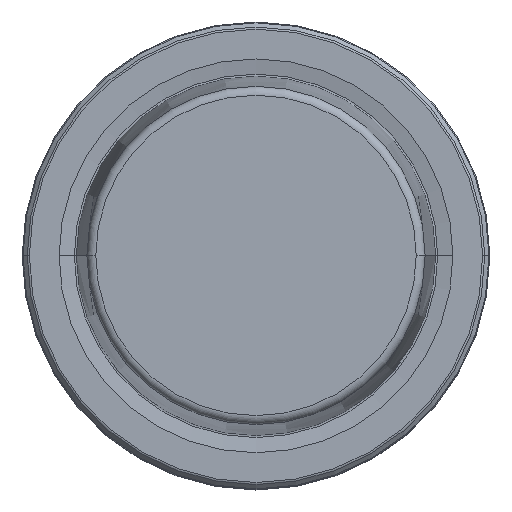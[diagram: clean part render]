
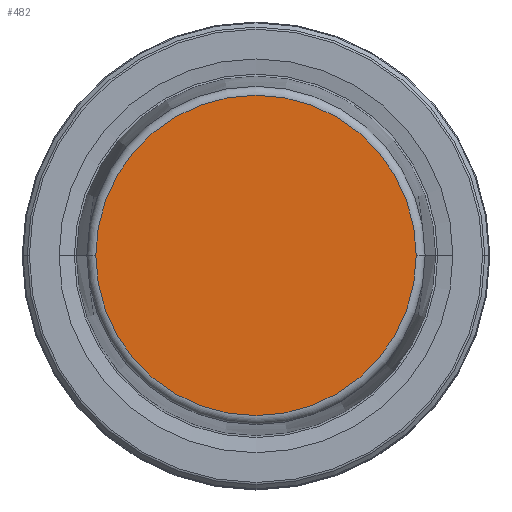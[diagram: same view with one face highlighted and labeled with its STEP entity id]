
A CAD part, top view. The second image highlights one B-rep face of the part: STEP entity #482.
In plain terms, the highlighted planar face has unit normal (0, 0, 1).
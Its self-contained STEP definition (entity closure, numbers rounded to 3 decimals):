
#25 = EDGE_CURVE ( 'NONE', #29, #917, #1052, .T. ) ;
#29 = VERTEX_POINT ( 'NONE', #700 ) ;
#38 = CARTESIAN_POINT ( 'NONE',  ( 0., 0., 31.9 ) ) ;
#80 = ORIENTED_EDGE ( 'NONE', *, *, #462, .T. ) ;
#187 = DIRECTION ( 'NONE',  ( 0., 0., 1. ) ) ;
#221 = AXIS2_PLACEMENT_3D ( 'NONE', #38, #559, #835 ) ;
#312 = PLANE ( 'NONE',  #221 ) ;
#441 = CIRCLE ( 'NONE', #958, 21.581 ) ;
#454 = DIRECTION ( 'NONE',  ( 1., 0., 0. ) ) ;
#462 = EDGE_CURVE ( 'NONE', #917, #29, #441, .T. ) ;
#482 = ADVANCED_FACE ( 'NONE', ( #916 ), #312, .F. ) ;
#559 = DIRECTION ( 'NONE',  ( 0., 0., -1. ) ) ;
#700 = CARTESIAN_POINT ( 'NONE',  ( -21.581, 0., 31.9 ) ) ;
#732 = DIRECTION ( 'NONE',  ( 0., 0., 1. ) ) ;
#757 = AXIS2_PLACEMENT_3D ( 'NONE', #1073, #187, #454 ) ;
#831 = CARTESIAN_POINT ( 'NONE',  ( 0., 0., 31.9 ) ) ;
#835 = DIRECTION ( 'NONE',  ( -1., 0., 0. ) ) ;
#845 = CARTESIAN_POINT ( 'NONE',  ( 21.581, 0., 31.9 ) ) ;
#916 = FACE_OUTER_BOUND ( 'NONE', #950, .T. ) ;
#917 = VERTEX_POINT ( 'NONE', #845 ) ;
#950 = EDGE_LOOP ( 'NONE', ( #80, #1057 ) ) ;
#958 = AXIS2_PLACEMENT_3D ( 'NONE', #831, #732, #968 ) ;
#968 = DIRECTION ( 'NONE',  ( 1., 0., 0. ) ) ;
#1052 = CIRCLE ( 'NONE', #757, 21.581 ) ;
#1057 = ORIENTED_EDGE ( 'NONE', *, *, #25, .T. ) ;
#1073 = CARTESIAN_POINT ( 'NONE',  ( 0., 0., 31.9 ) ) ;
